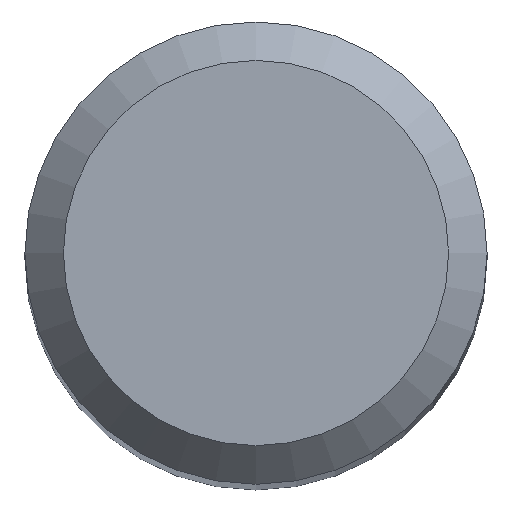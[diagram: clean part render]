
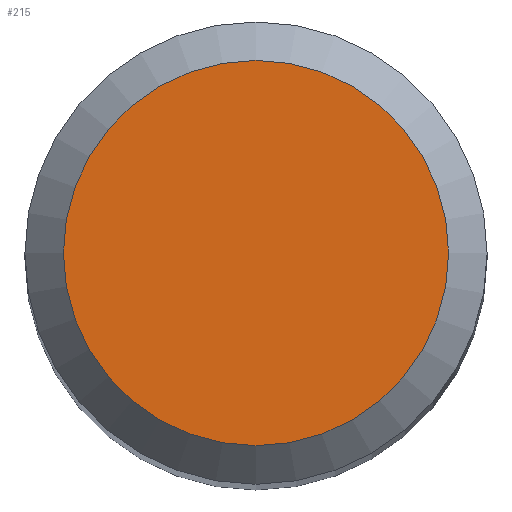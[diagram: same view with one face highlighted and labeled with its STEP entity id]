
A CAD part, top view. The second image highlights one B-rep face of the part: STEP entity #215.
In plain terms, the highlighted planar face has unit normal (0, 0, 1).
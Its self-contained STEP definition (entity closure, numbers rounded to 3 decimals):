
#11 = DIRECTION ( 'NONE',  ( 0., 0., -1. ) ) ;
#26 = PLANE ( 'NONE',  #184 ) ;
#67 = DIRECTION ( 'NONE',  ( 0., 0., -1. ) ) ;
#90 = DIRECTION ( 'NONE',  ( 0., 1., 0. ) ) ;
#92 = CARTESIAN_POINT ( 'NONE',  ( 0., 0., 57. ) ) ;
#97 = ORIENTED_EDGE ( 'NONE', *, *, #99, .F. ) ;
#99 = EDGE_CURVE ( 'NONE', #113, #113, #230, .T. ) ;
#113 = VERTEX_POINT ( 'NONE', #208 ) ;
#122 = FACE_OUTER_BOUND ( 'NONE', #209, .T. ) ;
#183 = CARTESIAN_POINT ( 'NONE',  ( 0., 0., 57. ) ) ;
#184 = AXIS2_PLACEMENT_3D ( 'NONE', #183, #11, #90 ) ;
#202 = DIRECTION ( 'NONE',  ( 0., 1., 0. ) ) ;
#208 = CARTESIAN_POINT ( 'NONE',  ( 0., 2.5, 57. ) ) ;
#209 = EDGE_LOOP ( 'NONE', ( #97 ) ) ;
#215 = ADVANCED_FACE ( 'NONE', ( #122 ), #26, .F. ) ;
#225 = AXIS2_PLACEMENT_3D ( 'NONE', #92, #67, #202 ) ;
#230 = CIRCLE ( 'NONE', #225, 2.5 ) ;
